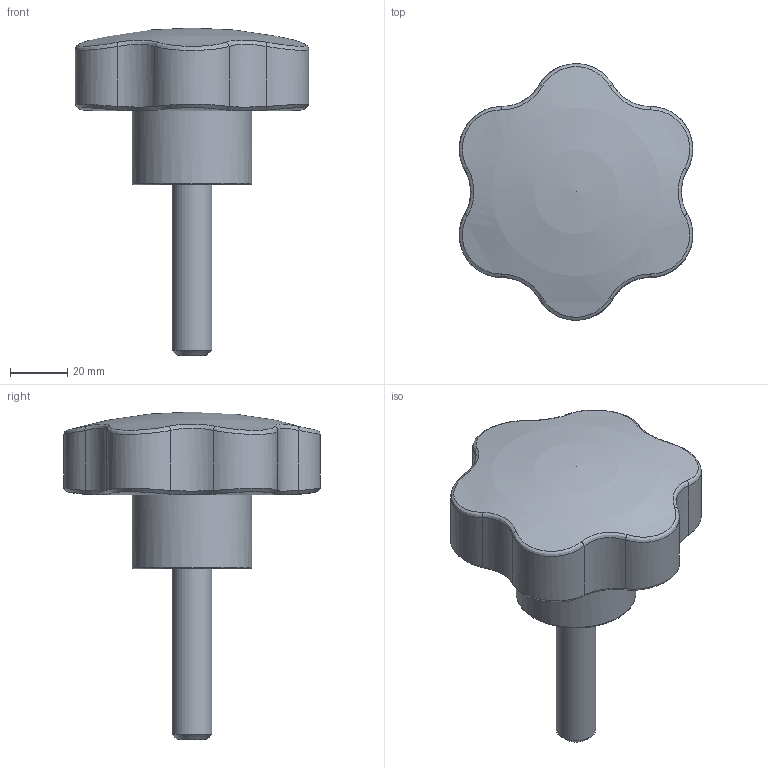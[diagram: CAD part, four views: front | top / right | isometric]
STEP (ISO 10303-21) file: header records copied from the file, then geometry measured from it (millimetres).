
FILE_DESCRIPTION( ( 'Unknown' ), '1' );
FILE_NAME( '6112455_VP90_M14x60.stp', 'Unknown', ( 'Unknown' ), ( 'Unknown' ), 'PSStep 11.0', 'Unknown', ' ' );
FILE_SCHEMA( ( 'AUTOMOTIVE_DESIGN { 1 0 10303 214 1 1 1 1 }' ) );
Length unit declared in the file: millimetre
Products named in the file (1): 6113125
Bounding box: 81.96 x 89.96 x 115 mm (x, y, z)
Volume: 147785.7 mm3; surface area: 30718.8 mm2
Topology: 1 solids, 2 shells, 72 faces, 182 edges, 113 vertices
Faces by surface type: bspline 25, plane 21, cylinder 14, torus 7, cone 4, sphere 1
Full cylindrical faces by diameter (mm): 14 x1, 42 x1
Entity records: 7836 total; most frequent: CARTESIAN_POINT 5836, ORIENTED_EDGE 328, DIRECTION 220, EDGE_CURVE 164, VERTEX_POINT 105, AXIS2_PLACEMENT_3D 92, B_SPLINE_CURVE_WITH_KNOTS 84, EDGE_LOOP 80
